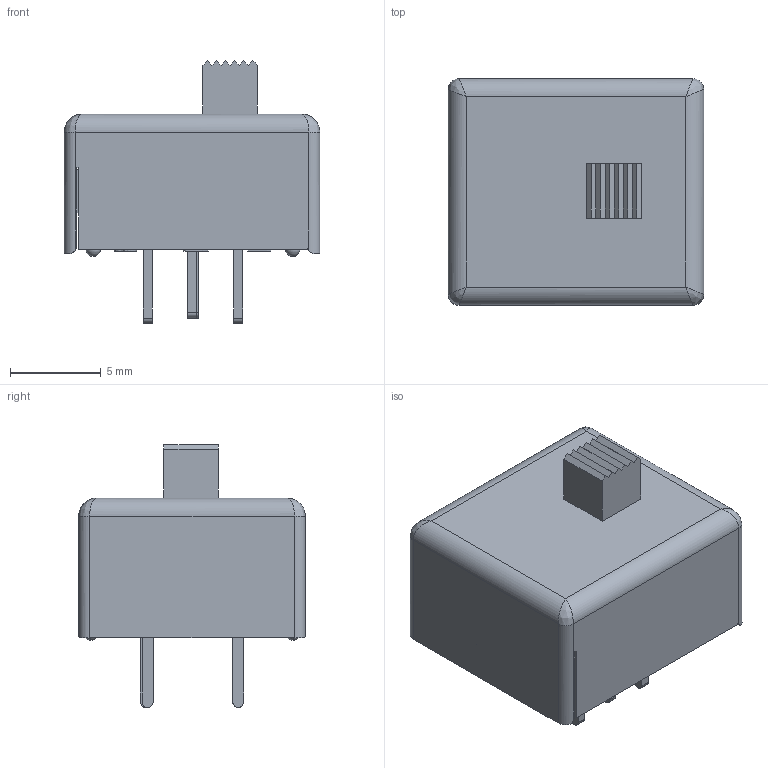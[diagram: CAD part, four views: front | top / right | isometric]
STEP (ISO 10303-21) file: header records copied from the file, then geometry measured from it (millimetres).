
FILE_DESCRIPTION((''),'2;1');
FILE_NAME('25146NAH','2014-12-12T',('brevel'),(''),'PRO/ENGINEER BY PARAMETRIC TECHNOLOGY CORPORATION, 2013410','PRO/ENGINEER BY PARAMETRIC TECHNOLOGY CORPORATION, 2013410','');
FILE_SCHEMA(('CONFIG_CONTROL_DESIGN'));
Length unit declared in the file: millimetre
Products named in the file (1): 25146NAH
Bounding box: 14.1 x 12.5 x 14.49 mm (x, y, z)
Volume: 1211.2 mm3; surface area: 1547.5 mm2
Topology: 1 solids, 1 shells, 411 faces, 1159 edges, 758 vertices
Faces by surface type: plane 357, cylinder 42, sphere 8, bspline 4
Entity records: 13340 total; most frequent: CARTESIAN_POINT 2753, ORIENTED_EDGE 2302, DIRECTION 1971, EDGE_CURVE 1151, VECTOR 1037, LINE 1037, VERTEX_POINT 758, AXIS2_PLACEMENT_3D 467
